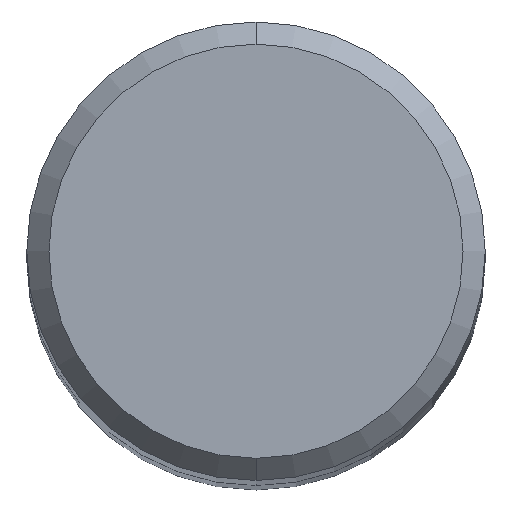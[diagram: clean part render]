
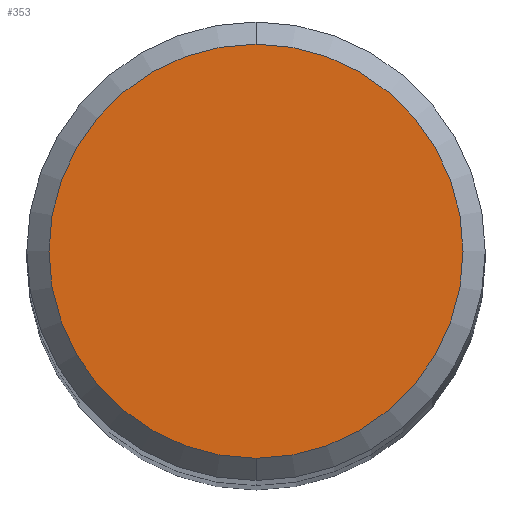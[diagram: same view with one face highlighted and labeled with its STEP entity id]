
A CAD part, top view. The second image highlights one B-rep face of the part: STEP entity #353.
In plain terms, the highlighted planar face has unit normal (0, 0, 1).
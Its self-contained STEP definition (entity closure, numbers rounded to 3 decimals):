
#167=EDGE_CURVE('',#295,#255,#442,.T.);
#215=EDGE_CURVE('',#255,#295,#492,.T.);
#255=VERTEX_POINT('',#540);
#295=VERTEX_POINT('',#586);
#353=ADVANCED_FACE('',(#648),#649,.T.);
#442=CIRCLE('',#766,5.6);
#492=CIRCLE('',#868,5.6);
#540=CARTESIAN_POINT('',(0.0,5.6,0.0));
#586=CARTESIAN_POINT('',(0.,-5.6,0.0));
#648=FACE_OUTER_BOUND('',#1194,.T.);
#649=PLANE('',#1195);
#766=AXIS2_PLACEMENT_3D('',#1381,#1382,#1383);
#868=AXIS2_PLACEMENT_3D('',#1424,#1425,#1426);
#1194=EDGE_LOOP('',(#1628,#1629));
#1195=AXIS2_PLACEMENT_3D('',#1630,#1631,#1632);
#1381=CARTESIAN_POINT('',(0.0,0.0,0.0));
#1382=DIRECTION('',(0.0,0.0,-1.0));
#1383=DIRECTION('',(0.0,1.0,0.0));
#1424=CARTESIAN_POINT('',(0.0,0.0,0.0));
#1425=DIRECTION('',(0.0,0.0,-1.0));
#1426=DIRECTION('',(0.0,1.0,0.0));
#1628=ORIENTED_EDGE('',*,*,#215,.F.);
#1629=ORIENTED_EDGE('',*,*,#167,.F.);
#1630=CARTESIAN_POINT('',(0.0,2.8,0.0));
#1631=DIRECTION('',(-0.0,0.0,1.0));
#1632=DIRECTION('',(0.0,-1.0,0.0));
